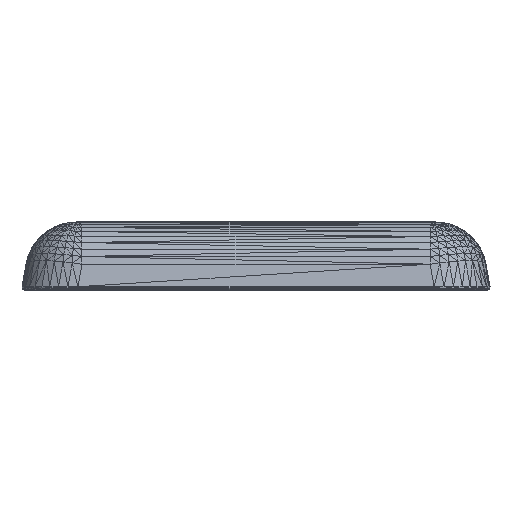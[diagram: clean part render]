
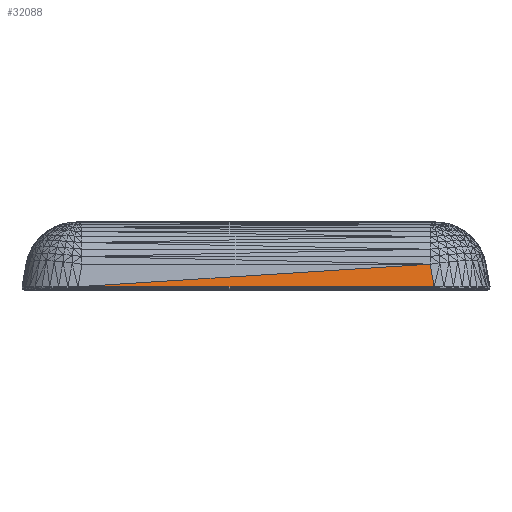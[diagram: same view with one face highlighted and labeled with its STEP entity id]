
A CAD part, front view. The second image highlights one B-rep face of the part: STEP entity #32088.
In plain terms, the highlighted planar face has unit normal (0, -0.985, 0.174).
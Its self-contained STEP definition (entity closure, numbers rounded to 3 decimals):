
#386=FACE_OUTER_BOUND('',#3268,.T.);
#3268=EDGE_LOOP('',(#21302,#21303,#21304));
#6440=LINE('',#48918,#10763);
#6441=LINE('',#48919,#10764);
#6442=LINE('',#48920,#10765);
#10763=VECTOR('',#38902,10.);
#10764=VECTOR('',#38903,10.);
#10765=VECTOR('',#38904,10.);
#14681=VERTEX_POINT('',#48713);
#14723=VERTEX_POINT('',#48916);
#14724=VERTEX_POINT('',#48917);
#16527=EDGE_CURVE('',#14723,#14724,#6440,.T.);
#16528=EDGE_CURVE('',#14681,#14723,#6441,.T.);
#16529=EDGE_CURVE('',#14681,#14724,#6442,.T.);
#21302=ORIENTED_EDGE('',*,*,#16527,.F.);
#21303=ORIENTED_EDGE('',*,*,#16528,.F.);
#21304=ORIENTED_EDGE('',*,*,#16529,.T.);
#29206=PLANE('',#34984);
#32088=ADVANCED_FACE('',(#386),#29206,.T.);
#34984=AXIS2_PLACEMENT_3D('',#48915,#38900,#38901);
#38900=DIRECTION('center_axis',(0.,-0.985,0.174));
#38901=DIRECTION('ref_axis',(0.,-0.174,-0.985));
#38902=DIRECTION('',(0.171,-0.171,-0.97));
#38903=DIRECTION('',(0.998,0.011,0.064));
#38904=DIRECTION('',(1.,0.,0.));
#48713=CARTESIAN_POINT('',(-22.148,-35.423,0.587));
#48915=CARTESIAN_POINT('Origin',(-22.148,-35.423,0.587));
#48916=CARTESIAN_POINT('',(39.881,-34.722,4.563));
#48917=CARTESIAN_POINT('',(40.582,-35.423,0.587));
#48918=CARTESIAN_POINT('',(39.881,-34.722,4.563));
#48919=CARTESIAN_POINT('',(-22.148,-35.423,0.587));
#48920=CARTESIAN_POINT('',(-22.148,-35.423,0.587));
